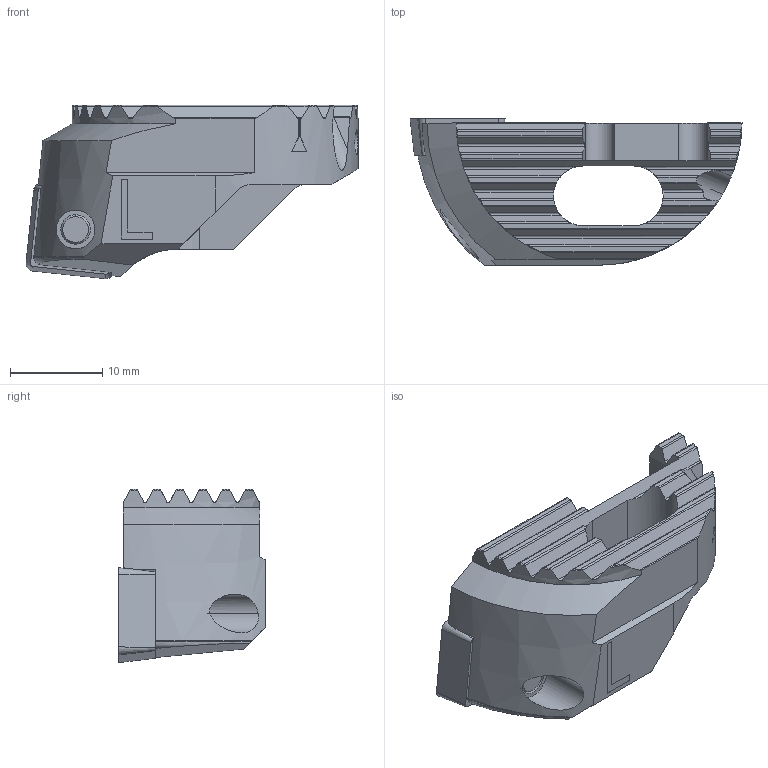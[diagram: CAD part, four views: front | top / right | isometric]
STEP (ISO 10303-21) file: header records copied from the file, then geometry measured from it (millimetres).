
FILE_DESCRIPTION(('no description'),'unknown implementation level');
FILE_NAME('C6C51D36-6679-4725-BA6D-082D32B67EA5_export.stp',' ',('CIMSOURCE GmbH'),('CADClick - KiM GmbH - www.kimweb.de'),'unknown preprocess','ACIS','unknown authorization');
FILE_SCHEMA(('automotive_design'));
Length unit declared in the file: millimetre
Products named in the file (3): 639.136 Kaiser 41-51 SW32 SC09 L|639.136 Kaiser 41-51 SW32 SC09 L;Marke hinten; 639.136 Kaiser 41-51 SW32 SC09 L|654.250 Kaiser SCMT 09T308 P20C;Kombinieren1; 639.136 Kaiser 41-51 SW32 SC09 L|694.141 Kaiser ETL M4x9.2 T15 IP 10S;Kreismuster1
Bounding box: 36 x 15.87 x 18.8 mm (x, y, z)
Volume: 4081.9 mm3; surface area: 3078.8 mm2
Topology: 3 solids, 3 shells, 219 faces, 605 edges, 394 vertices
Faces by surface type: plane 94, cylinder 86, cone 29, torus 10
Entity records: 14252 total; most frequent: CARTESIAN_POINT 2064, STYLED_ITEM 1221, PRESENTATION_STYLE_ASSIGNMENT 1221, COLOUR_RGB 1221, ORIENTED_EDGE 1210, DIRECTION 1059, EDGE_CURVE 605, CURVE_STYLE 605
